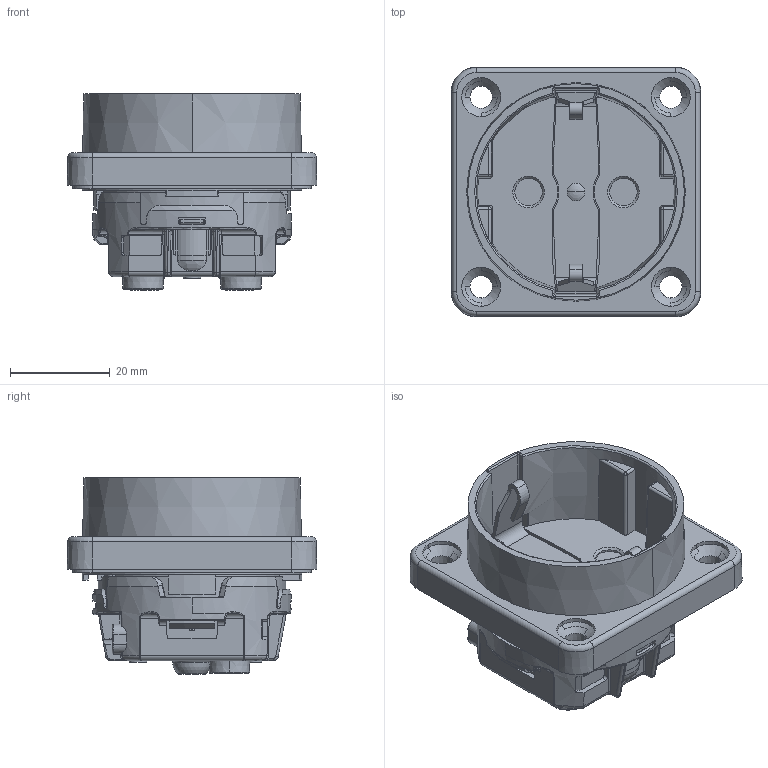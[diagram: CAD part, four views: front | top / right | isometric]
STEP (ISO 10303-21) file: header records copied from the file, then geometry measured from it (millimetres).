
FILE_DESCRIPTION((''),'2;1');
FILE_NAME('1116582_ASM_SW0001','2018-04-17T',('gisse'),('MENNEKES'),'PRO/ENGINEER BY PARAMETRIC TECHNOLOGY CORPORATION, 2015440','PRO/ENGINEER BY PARAMETRIC TECHNOLOGY CORPORATION, 2015440','');
FILE_SCHEMA(('AUTOMOTIVE_DESIGN { 1 0 10303 214 1 1 1 1 }'));
Products named in the file (1): 1116582_ASM_SW0001
Bounding box: 50 x 50 x 39.32 mm (x, y, z)
Volume: 32510.1 mm3; surface area: 15079.7 mm2
Topology: 1 solids, 1 shells, 969 faces, 2490 edges, 1561 vertices
Faces by surface type: plane 384, cylinder 298, bspline 110, cone 89, torus 44, sphere 22, extrusion 22
Entity records: 55388 total; most frequent: CARTESIAN_POINT 13424, ORIENTED_EDGE 4976, DIRECTION 4261, PRESENTATION_STYLE_ASSIGNMENT 3480, STYLED_ITEM 2511, CURVE_STYLE 2510, EDGE_CURVE 2488, FILL_AREA_STYLE_COLOUR 1939
